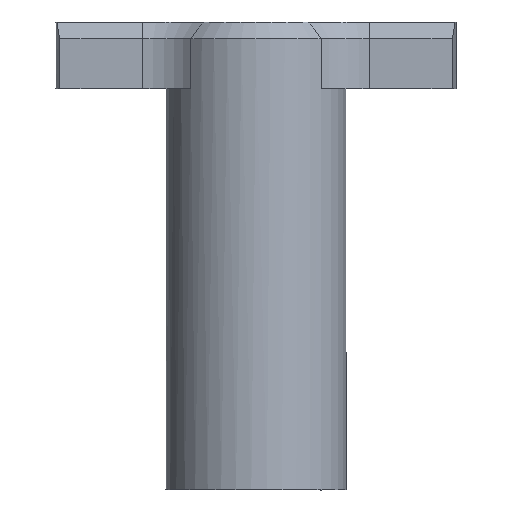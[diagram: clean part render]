
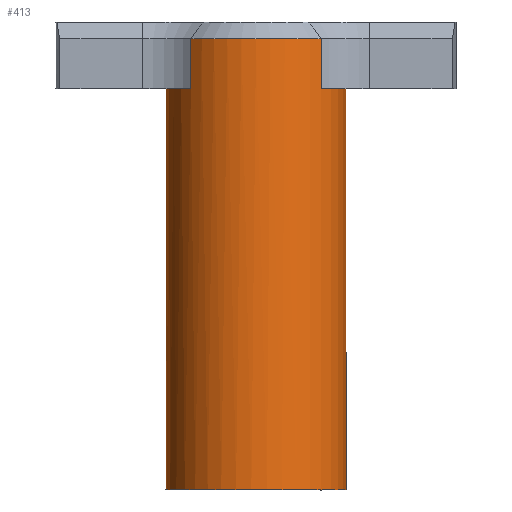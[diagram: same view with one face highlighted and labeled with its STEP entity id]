
A CAD part, left-side view. The second image highlights one B-rep face of the part: STEP entity #413.
In plain terms, the highlighted cylindrical face has radius 2.7 mm (diameter 5.4 mm), a full revolution.
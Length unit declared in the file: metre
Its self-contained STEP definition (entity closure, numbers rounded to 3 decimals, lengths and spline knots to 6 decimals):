
#34=LINE('',#655,#66);
#35=LINE('',#660,#67);
#36=LINE('',#664,#68);
#37=LINE('',#668,#69);
#66=VECTOR('',#513,1.);
#67=VECTOR('',#516,1.);
#68=VECTOR('',#519,1.);
#69=VECTOR('',#522,1.);
#98=ORIENTED_EDGE('',*,*,#220,.T.);
#99=ORIENTED_EDGE('',*,*,#221,.T.);
#100=ORIENTED_EDGE('',*,*,#222,.T.);
#101=ORIENTED_EDGE('',*,*,#223,.T.);
#102=ORIENTED_EDGE('',*,*,#224,.F.);
#103=ORIENTED_EDGE('',*,*,#225,.T.);
#104=ORIENTED_EDGE('',*,*,#226,.T.);
#105=ORIENTED_EDGE('',*,*,#227,.T.);
#106=ORIENTED_EDGE('',*,*,#228,.F.);
#220=EDGE_CURVE('',#281,#281,#320,.T.);
#221=EDGE_CURVE('',#282,#283,#34,.F.);
#222=EDGE_CURVE('',#283,#284,#321,.F.);
#223=EDGE_CURVE('',#284,#285,#35,.T.);
#224=EDGE_CURVE('',#286,#285,#322,.T.);
#225=EDGE_CURVE('',#286,#287,#36,.F.);
#226=EDGE_CURVE('',#287,#288,#323,.F.);
#227=EDGE_CURVE('',#288,#289,#37,.T.);
#228=EDGE_CURVE('',#282,#289,#324,.T.);
#281=VERTEX_POINT('',#654);
#282=VERTEX_POINT('',#656);
#283=VERTEX_POINT('',#657);
#284=VERTEX_POINT('',#659);
#285=VERTEX_POINT('',#661);
#286=VERTEX_POINT('',#663);
#287=VERTEX_POINT('',#665);
#288=VERTEX_POINT('',#667);
#289=VERTEX_POINT('',#669);
#320=CIRCLE('',#453,0.0027);
#321=CIRCLE('',#454,0.0027);
#322=CIRCLE('',#455,0.0027);
#323=CIRCLE('',#456,0.0027);
#324=CIRCLE('',#457,0.0027);
#345=EDGE_LOOP('',(#98));
#346=EDGE_LOOP('',(#99,#100,#101,#102,#103,#104,#105,#106));
#375=FACE_BOUND('',#345,.T.);
#376=FACE_BOUND('',#346,.T.);
#405=CYLINDRICAL_SURFACE('',#452,0.0027);
#413=ADVANCED_FACE('',(#375,#376),#405,.T.);
#452=AXIS2_PLACEMENT_3D('',#652,#509,#510);
#453=AXIS2_PLACEMENT_3D('',#653,#511,#512);
#454=AXIS2_PLACEMENT_3D('',#658,#514,#515);
#455=AXIS2_PLACEMENT_3D('',#662,#517,#518);
#456=AXIS2_PLACEMENT_3D('',#666,#520,#521);
#457=AXIS2_PLACEMENT_3D('',#670,#523,#524);
#509=DIRECTION('',(0.,0.,-1.));
#510=DIRECTION('',(-1.,0.,0.));
#511=DIRECTION('',(0.,0.,1.));
#512=DIRECTION('',(1.,0.,0.));
#513=DIRECTION('',(0.,0.,-1.));
#514=DIRECTION('',(0.,0.,1.));
#515=DIRECTION('',(1.,0.,0.));
#516=DIRECTION('',(0.,0.,-1.));
#517=DIRECTION('',(0.,0.,1.));
#518=DIRECTION('',(1.,0.,0.));
#519=DIRECTION('',(0.,0.,-1.));
#520=DIRECTION('',(0.,0.,1.));
#521=DIRECTION('',(1.,0.,0.));
#522=DIRECTION('',(0.,0.,-1.));
#523=DIRECTION('',(0.,0.,1.));
#524=DIRECTION('',(1.,0.,0.));
#652=CARTESIAN_POINT('',(0.,0.,0.253818));
#653=CARTESIAN_POINT('',(0.,0.,-0.003));
#654=CARTESIAN_POINT('',(0.0027,0.,-0.003));
#655=CARTESIAN_POINT('',(0.001867,0.00195,0.253818));
#656=CARTESIAN_POINT('',(0.001867,0.00195,0.009));
#657=CARTESIAN_POINT('',(0.001867,0.00195,0.0105));
#658=CARTESIAN_POINT('',(0.,0.,0.0105));
#659=CARTESIAN_POINT('',(0.001867,-0.00195,0.0105));
#660=CARTESIAN_POINT('',(0.001867,-0.00195,0.253818));
#661=CARTESIAN_POINT('',(0.001867,-0.00195,0.009));
#662=CARTESIAN_POINT('',(0.,0.,0.009));
#663=CARTESIAN_POINT('',(-0.001867,-0.00195,0.009));
#664=CARTESIAN_POINT('',(-0.001867,-0.00195,0.253818));
#665=CARTESIAN_POINT('',(-0.001867,-0.00195,0.0105));
#666=CARTESIAN_POINT('',(0.,0.,0.0105));
#667=CARTESIAN_POINT('',(-0.001867,0.00195,0.0105));
#668=CARTESIAN_POINT('',(-0.001867,0.00195,0.253818));
#669=CARTESIAN_POINT('',(-0.001867,0.00195,0.009));
#670=CARTESIAN_POINT('',(0.,0.,0.009));
